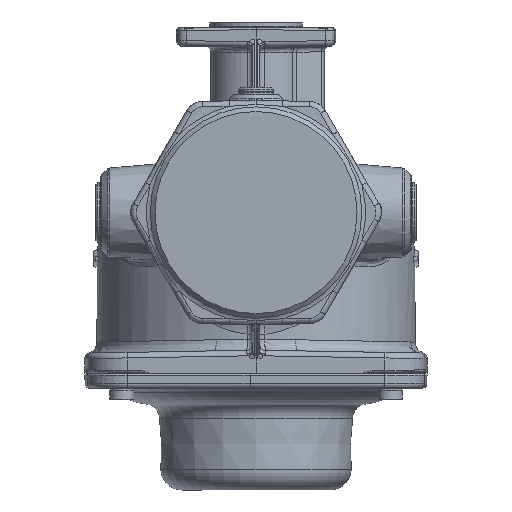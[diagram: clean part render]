
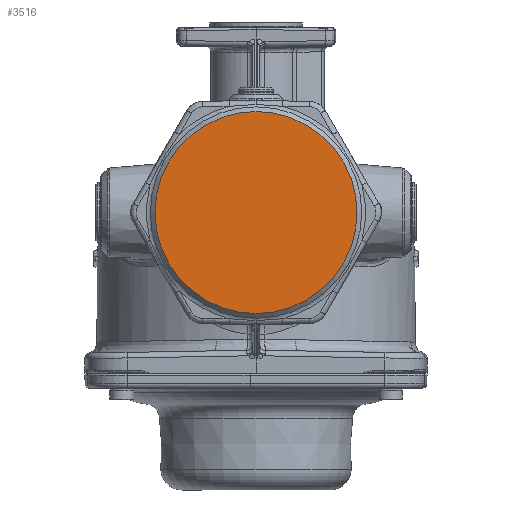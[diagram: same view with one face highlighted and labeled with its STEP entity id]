
A CAD part, left-side view. The second image highlights one B-rep face of the part: STEP entity #3516.
In plain terms, the highlighted planar face has unit normal (-1, 0, 0).
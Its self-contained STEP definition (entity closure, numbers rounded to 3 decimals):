
#2312=FACE_OUTER_BOUND('',#6648,.T.);
#3516=ADVANCED_FACE('',(#2312),#4063,.T.);
#4063=PLANE('',#17617);
#6648=EDGE_LOOP('',(#10515));
#10515=ORIENTED_EDGE('',*,*,#13755,.F.);
#12231=VERTEX_POINT('',#23374);
#13755=EDGE_CURVE('',#12231,#12231,#15959,.T.);
#15959=CIRCLE('',#16792,54.618);
#16792=AXIS2_PLACEMENT_3D('',#23373,#18601,#18602);
#17617=AXIS2_PLACEMENT_3D('',#36300,#20513,#20514);
#18601=DIRECTION('',(1.,0.,0.));
#18602=DIRECTION('',(0.,-1.,0.));
#20513=DIRECTION('',(-1.,0.,0.));
#20514=DIRECTION('',(0.,-1.,0.));
#23373=CARTESIAN_POINT('',(-155.,0.,0.));
#23374=CARTESIAN_POINT('',(-155.,-54.618,0.));
#36300=CARTESIAN_POINT('',(-155.,0.,0.));
